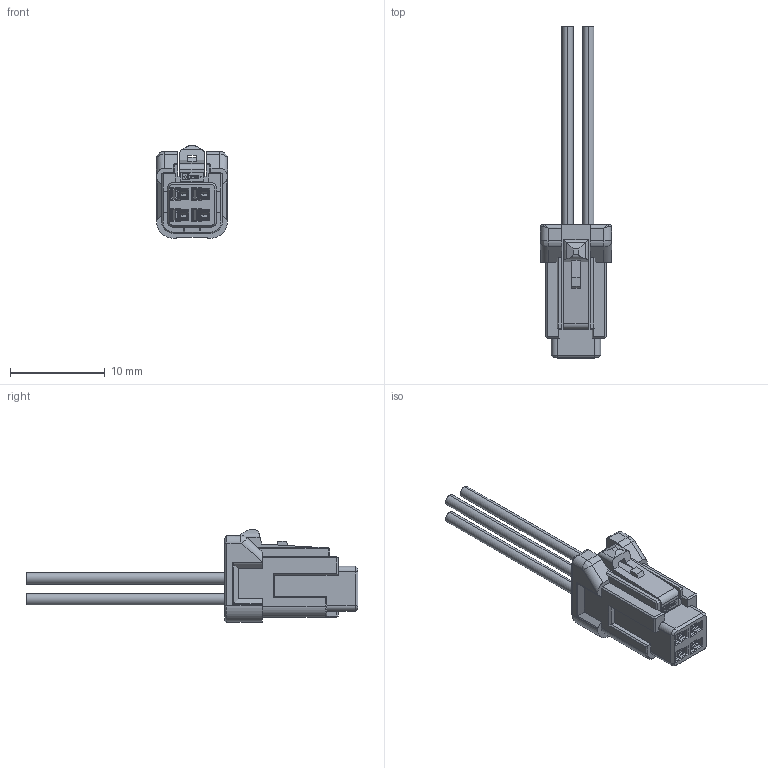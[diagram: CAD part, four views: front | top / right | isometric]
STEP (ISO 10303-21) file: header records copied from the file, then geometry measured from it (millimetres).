
FILE_DESCRIPTION((''),'2;1');
FILE_NAME('04PIN-M','2025-03-19T09:58:09',('NK210218'),(''),'CREO PARAMETRIC BY PTC INC, 2020053','CREO PARAMETRIC BY PTC INC, 2020053','');
FILE_SCHEMA(('CONFIG_CONTROL_DESIGN','SHAPE_APPEARANCE_LAYERS_GROUPS'));
Products named in the file (1): 04PIN-M
Bounding box: 7.5 x 35.05 x 9.75 mm (x, y, z)
Volume: 582.8 mm3; surface area: 1623.1 mm2
Topology: 1 solids, 7 shells, 2350 faces, 6157 edges, 3880 vertices
Faces by surface type: plane 1137, cylinder 624, bspline 240, torus 220, cone 102, sphere 18, extrusion 9
Entity records: 94667 total; most frequent: CARTESIAN_POINT 21747, ORIENTED_EDGE 12314, DIRECTION 11620, EDGE_CURVE 6157, AXIS2_PLACEMENT_3D 3935, VERTEX_POINT 3880, VECTOR 3750, LINE 3741
